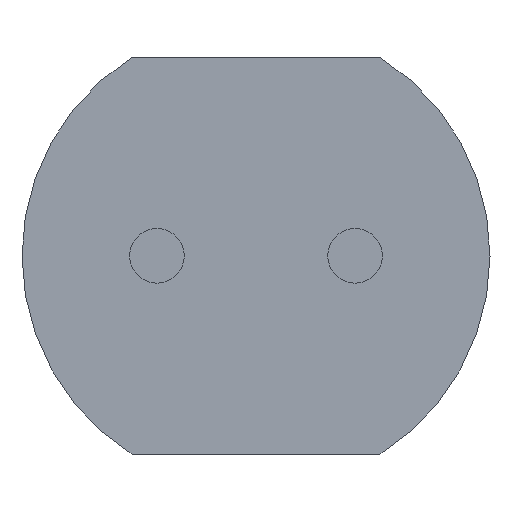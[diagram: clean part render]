
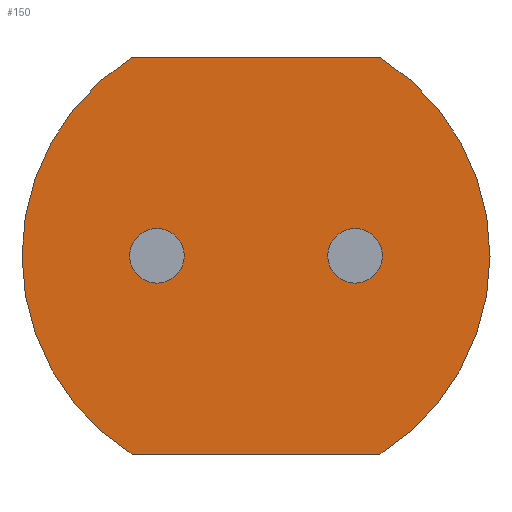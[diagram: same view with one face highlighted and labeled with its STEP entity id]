
A CAD part, front view. The second image highlights one B-rep face of the part: STEP entity #150.
In plain terms, the highlighted planar face has unit normal (0, -1, 0).
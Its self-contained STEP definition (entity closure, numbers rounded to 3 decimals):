
#14=FACE_BOUND('',#45,.T.);
#15=FACE_BOUND('',#46,.T.);
#19=CIRCLE('',#162,3.);
#20=CIRCLE('',#164,3.);
#22=CIRCLE('',#167,0.35);
#23=CIRCLE('',#168,0.35);
#34=FACE_OUTER_BOUND('',#44,.T.);
#44=EDGE_LOOP('',(#114,#115,#116,#117));
#45=EDGE_LOOP('',(#118));
#46=EDGE_LOOP('',(#119));
#54=LINE('',#226,#62);
#58=LINE('',#235,#66);
#62=VECTOR('',#180,3.152);
#66=VECTOR('',#186,3.168);
#70=VERTEX_POINT('',#224);
#71=VERTEX_POINT('',#225);
#74=VERTEX_POINT('',#233);
#75=VERTEX_POINT('',#234);
#78=VERTEX_POINT('',#248);
#79=VERTEX_POINT('',#250);
#82=EDGE_CURVE('',#70,#71,#54,.T.);
#86=EDGE_CURVE('',#74,#75,#58,.T.);
#91=EDGE_CURVE('',#71,#74,#19,.T.);
#92=EDGE_CURVE('',#75,#70,#20,.T.);
#94=EDGE_CURVE('',#78,#78,#22,.T.);
#95=EDGE_CURVE('',#79,#79,#23,.T.);
#114=ORIENTED_EDGE('',*,*,#82,.T.);
#115=ORIENTED_EDGE('',*,*,#91,.T.);
#116=ORIENTED_EDGE('',*,*,#86,.T.);
#117=ORIENTED_EDGE('',*,*,#92,.T.);
#118=ORIENTED_EDGE('',*,*,#94,.T.);
#119=ORIENTED_EDGE('',*,*,#95,.T.);
#132=PLANE('',#166);
#150=ADVANCED_FACE('',(#34,#14,#15),#132,.F.);
#162=AXIS2_PLACEMENT_3D('',#243,#194,#195);
#164=AXIS2_PLACEMENT_3D('',#245,#198,#199);
#166=AXIS2_PLACEMENT_3D('',#247,#202,#203);
#167=AXIS2_PLACEMENT_3D('',#249,#204,#205);
#168=AXIS2_PLACEMENT_3D('',#251,#206,#207);
#180=DIRECTION('',(1.,0.,0.));
#186=DIRECTION('',(-1.,0.,0.));
#194=DIRECTION('center_axis',(0.,-1.,0.));
#195=DIRECTION('ref_axis',(1.,0.,0.));
#198=DIRECTION('center_axis',(0.,-1.,0.));
#199=DIRECTION('ref_axis',(1.,0.,0.));
#202=DIRECTION('center_axis',(0.,1.,0.));
#203=DIRECTION('ref_axis',(0.,0.,1.));
#204=DIRECTION('center_axis',(0.,1.,0.));
#205=DIRECTION('ref_axis',(-1.,0.,0.));
#206=DIRECTION('center_axis',(0.,1.,0.));
#207=DIRECTION('ref_axis',(-1.,0.,0.));
#224=CARTESIAN_POINT('',(-1.576,0.,-2.553));
#225=CARTESIAN_POINT('',(1.576,0.,-2.553));
#226=CARTESIAN_POINT('',(0.788,0.,-2.553));
#233=CARTESIAN_POINT('',(1.584,0.,2.548));
#234=CARTESIAN_POINT('',(-1.584,0.,2.548));
#235=CARTESIAN_POINT('',(-0.792,0.,2.548));
#243=CARTESIAN_POINT('Origin',(0.,0.,0.));
#245=CARTESIAN_POINT('Origin',(0.,0.,0.));
#247=CARTESIAN_POINT('Origin',(0.,0.,0.));
#248=CARTESIAN_POINT('',(-0.92,0.,0.));
#249=CARTESIAN_POINT('Origin',(-1.27,0.,0.));
#250=CARTESIAN_POINT('',(1.62,0.,0.));
#251=CARTESIAN_POINT('Origin',(1.27,0.,0.));
